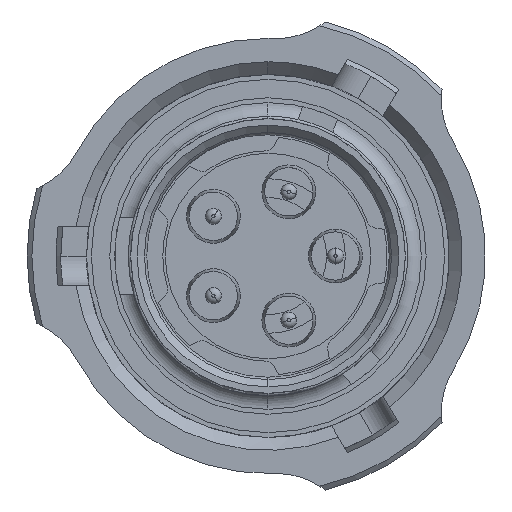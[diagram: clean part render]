
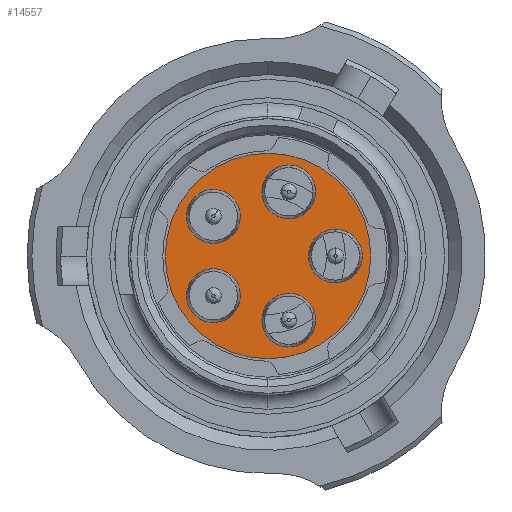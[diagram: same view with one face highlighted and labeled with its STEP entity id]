
A CAD part, left-side view. The second image highlights one B-rep face of the part: STEP entity #14557.
In plain terms, the highlighted planar face has unit normal (-1, 0, 0).
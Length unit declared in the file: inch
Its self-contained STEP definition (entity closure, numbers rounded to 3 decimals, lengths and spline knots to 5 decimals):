
#274 = CIRCLE ( 'NONE', #10640, 0.033 ) ;
#448 = CIRCLE ( 'NONE', #7477, 0.033 ) ;
#517 = DIRECTION ( 'NONE',  ( 0., 0., 1. ) ) ;
#1088 = CARTESIAN_POINT ( 'NONE',  ( 0.21122, 0., -0.12598 ) ) ;
#1090 = VERTEX_POINT ( 'NONE', #23163 ) ;
#1249 = ORIENTED_EDGE ( 'NONE', *, *, #17045, .F. ) ;
#1596 = AXIS2_PLACEMENT_3D ( 'NONE', #2164, #15070, #4032 ) ;
#1622 = EDGE_CURVE ( 'NONE', #9228, #12778, #21604, .T. ) ;
#2140 = AXIS2_PLACEMENT_3D ( 'NONE', #10148, #23024, #12006 ) ;
#2164 = CARTESIAN_POINT ( 'NONE',  ( 0.21122, 0.06689, -0.0486 ) ) ;
#2249 = CARTESIAN_POINT ( 'NONE',  ( 0.21122, -0.05693, -0.06843 ) ) ;
#2589 = EDGE_CURVE ( 'NONE', #18896, #9923, #9305, .T. ) ;
#2609 = AXIS2_PLACEMENT_3D ( 'NONE', #22572, #11558, #517 ) ;
#2632 = VERTEX_POINT ( 'NONE', #22885 ) ;
#2863 = CARTESIAN_POINT ( 'NONE',  ( 0.21122, 0.08628, -0.0219 ) ) ;
#3504 = ORIENTED_EDGE ( 'NONE', *, *, #1622, .F. ) ;
#4032 = DIRECTION ( 'NONE',  ( 0., -0.588, -0.809 ) ) ;
#4216 = DIRECTION ( 'NONE',  ( -1., 0., 0. ) ) ;
#4431 = AXIS2_PLACEMENT_3D ( 'NONE', #18703, #7648, #20584 ) ;
#4459 = EDGE_CURVE ( 'NONE', #13281, #2632, #12290, .T. ) ;
#4537 = CARTESIAN_POINT ( 'NONE',  ( 0.21122, 0.06689, -0.0486 ) ) ;
#4767 = ORIENTED_EDGE ( 'NONE', *, *, #13678, .F. ) ;
#4835 = DIRECTION ( 'NONE',  ( -1., 0., 0. ) ) ;
#4850 = CARTESIAN_POINT ( 'NONE',  ( 0.21122, -0.02555, 0.07863 ) ) ;
#5096 = ORIENTED_EDGE ( 'NONE', *, *, #13816, .F. ) ;
#5183 = EDGE_LOOP ( 'NONE', ( #8163, #1249 ) ) ;
#5235 = EDGE_CURVE ( 'NONE', #8120, #18159, #21278, .T. ) ;
#5251 = DIRECTION ( 'NONE',  ( -1., 0., 0. ) ) ;
#5253 = AXIS2_PLACEMENT_3D ( 'NONE', #6029, #18908, #7860 ) ;
#5432 = ORIENTED_EDGE ( 'NONE', *, *, #17142, .F. ) ;
#5505 = CARTESIAN_POINT ( 'NONE',  ( 0.21122, 0.08628, 0.0219 ) ) ;
#5510 = EDGE_CURVE ( 'NONE', #15819, #18639, #8548, .T. ) ;
#5989 = PLANE ( 'NONE',  #8021 ) ;
#6029 = CARTESIAN_POINT ( 'NONE',  ( 0.21122, 0., 0. ) ) ;
#6109 = DIRECTION ( 'NONE',  ( -1., 0., 0. ) ) ;
#6301 = CARTESIAN_POINT ( 'NONE',  ( 0.21122, 0.06689, 0.0486 ) ) ;
#6386 = DIRECTION ( 'NONE',  ( 0., -0.588, -0.809 ) ) ;
#6532 = AXIS2_PLACEMENT_3D ( 'NONE', #4537, #17416, #6386 ) ;
#6697 = ORIENTED_EDGE ( 'NONE', *, *, #5510, .F. ) ;
#6718 = DIRECTION ( 'NONE',  ( 0., 0.951, 0.309 ) ) ;
#7351 = CARTESIAN_POINT ( 'NONE',  ( 0.21122, -0.08268, -0.033 ) ) ;
#7477 = AXIS2_PLACEMENT_3D ( 'NONE', #15902, #4835, #17730 ) ;
#7498 = FACE_BOUND ( 'NONE', #13050, .T. ) ;
#7648 = DIRECTION ( 'NONE',  ( -1., 0., 0. ) ) ;
#7860 = DIRECTION ( 'NONE',  ( 0., 0., 1. ) ) ;
#8021 = AXIS2_PLACEMENT_3D ( 'NONE', #15260, #4216, #17078 ) ;
#8100 = FACE_OUTER_BOUND ( 'NONE', #9995, .T. ) ;
#8120 = VERTEX_POINT ( 'NONE', #10401 ) ;
#8131 = DIRECTION ( 'NONE',  ( 0., 0.588, -0.809 ) ) ;
#8163 = ORIENTED_EDGE ( 'NONE', *, *, #5235, .F. ) ;
#8308 = CARTESIAN_POINT ( 'NONE',  ( 0.21122, 0.04749, 0.07529 ) ) ;
#8548 = CIRCLE ( 'NONE', #6532, 0.033 ) ;
#9191 = EDGE_CURVE ( 'NONE', #18639, #15819, #19468, .T. ) ;
#9228 = VERTEX_POINT ( 'NONE', #2249 ) ;
#9271 = CARTESIAN_POINT ( 'NONE',  ( 0.21122, -0.02555, 0.07863 ) ) ;
#9305 = CIRCLE ( 'NONE', #22525, 0.033 ) ;
#9923 = VERTEX_POINT ( 'NONE', #8308 ) ;
#9995 = EDGE_LOOP ( 'NONE', ( #16282, #11736 ) ) ;
#10148 = CARTESIAN_POINT ( 'NONE',  ( 0.21122, -0.08268, 0. ) ) ;
#10401 = CARTESIAN_POINT ( 'NONE',  ( 0.21122, -0.05693, 0.06843 ) ) ;
#10598 = AXIS2_PLACEMENT_3D ( 'NONE', #17125, #6109, #18979 ) ;
#10622 = EDGE_CURVE ( 'NONE', #2632, #13281, #13916, .T. ) ;
#10640 = AXIS2_PLACEMENT_3D ( 'NONE', #16284, #5251, #18142 ) ;
#11112 = AXIS2_PLACEMENT_3D ( 'NONE', #4850, #17742, #6718 ) ;
#11164 = DIRECTION ( 'NONE',  ( 0., 0.951, 0.309 ) ) ;
#11558 = DIRECTION ( 'NONE',  ( -1., 0., 0. ) ) ;
#11736 = ORIENTED_EDGE ( 'NONE', *, *, #4459, .T. ) ;
#11847 = ORIENTED_EDGE ( 'NONE', *, *, #9191, .F. ) ;
#12006 = DIRECTION ( 'NONE',  ( 0., 0., 1. ) ) ;
#12290 = CIRCLE ( 'NONE', #5253, 0.12598 ) ;
#12421 = FACE_BOUND ( 'NONE', #17815, .T. ) ;
#12673 = CIRCLE ( 'NONE', #11112, 0.033 ) ;
#12778 = VERTEX_POINT ( 'NONE', #19920 ) ;
#12828 = EDGE_LOOP ( 'NONE', ( #5432, #17798 ) ) ;
#13050 = EDGE_LOOP ( 'NONE', ( #19727, #3504 ) ) ;
#13281 = VERTEX_POINT ( 'NONE', #1088 ) ;
#13651 = AXIS2_PLACEMENT_3D ( 'NONE', #9271, #22189, #11164 ) ;
#13678 = EDGE_CURVE ( 'NONE', #15585, #1090, #23479, .T. ) ;
#13816 = EDGE_CURVE ( 'NONE', #1090, #15585, #15441, .T. ) ;
#13916 = CIRCLE ( 'NONE', #4431, 0.12598 ) ;
#14557 = ADVANCED_FACE ( 'NONE', ( #12421, #22244, #8100, #17318, #22818, #7498 ), #5989, .T. ) ;
#15070 = DIRECTION ( 'NONE',  ( -1., 0., 0. ) ) ;
#15260 = CARTESIAN_POINT ( 'NONE',  ( 0.21122, 0., 0. ) ) ;
#15441 = CIRCLE ( 'NONE', #2140, 0.033 ) ;
#15585 = VERTEX_POINT ( 'NONE', #7351 ) ;
#15819 = VERTEX_POINT ( 'NONE', #19281 ) ;
#15902 = CARTESIAN_POINT ( 'NONE',  ( 0.21122, -0.02555, -0.07863 ) ) ;
#16282 = ORIENTED_EDGE ( 'NONE', *, *, #10622, .T. ) ;
#16284 = CARTESIAN_POINT ( 'NONE',  ( 0.21122, 0.06689, 0.0486 ) ) ;
#16315 = CARTESIAN_POINT ( 'NONE',  ( 0.21122, 0.00583, 0.08883 ) ) ;
#17045 = EDGE_CURVE ( 'NONE', #18159, #8120, #12673, .T. ) ;
#17078 = DIRECTION ( 'NONE',  ( 0., 0., 1. ) ) ;
#17125 = CARTESIAN_POINT ( 'NONE',  ( 0.21122, -0.02555, -0.07863 ) ) ;
#17142 = EDGE_CURVE ( 'NONE', #9923, #18896, #274, .T. ) ;
#17318 = FACE_BOUND ( 'NONE', #23785, .T. ) ;
#17416 = DIRECTION ( 'NONE',  ( -1., 0., 0. ) ) ;
#17730 = DIRECTION ( 'NONE',  ( 0., -0.951, 0.309 ) ) ;
#17742 = DIRECTION ( 'NONE',  ( -1., 0., 0. ) ) ;
#17798 = ORIENTED_EDGE ( 'NONE', *, *, #2589, .F. ) ;
#17815 = EDGE_LOOP ( 'NONE', ( #11847, #6697 ) ) ;
#18142 = DIRECTION ( 'NONE',  ( 0., 0.588, -0.809 ) ) ;
#18159 = VERTEX_POINT ( 'NONE', #16315 ) ;
#18639 = VERTEX_POINT ( 'NONE', #2863 ) ;
#18703 = CARTESIAN_POINT ( 'NONE',  ( 0.21122, 0., 0. ) ) ;
#18896 = VERTEX_POINT ( 'NONE', #5505 ) ;
#18908 = DIRECTION ( 'NONE',  ( -1., 0., 0. ) ) ;
#18979 = DIRECTION ( 'NONE',  ( 0., -0.951, 0.309 ) ) ;
#19167 = DIRECTION ( 'NONE',  ( -1., 0., 0. ) ) ;
#19281 = CARTESIAN_POINT ( 'NONE',  ( 0.21122, 0.04749, -0.07529 ) ) ;
#19468 = CIRCLE ( 'NONE', #1596, 0.033 ) ;
#19727 = ORIENTED_EDGE ( 'NONE', *, *, #22522, .F. ) ;
#19920 = CARTESIAN_POINT ( 'NONE',  ( 0.21122, 0.00583, -0.08883 ) ) ;
#20584 = DIRECTION ( 'NONE',  ( 0., 0., 1. ) ) ;
#21278 = CIRCLE ( 'NONE', #13651, 0.033 ) ;
#21604 = CIRCLE ( 'NONE', #10598, 0.033 ) ;
#22189 = DIRECTION ( 'NONE',  ( -1., 0., 0. ) ) ;
#22244 = FACE_BOUND ( 'NONE', #5183, .T. ) ;
#22522 = EDGE_CURVE ( 'NONE', #12778, #9228, #448, .T. ) ;
#22525 = AXIS2_PLACEMENT_3D ( 'NONE', #6301, #19167, #8131 ) ;
#22572 = CARTESIAN_POINT ( 'NONE',  ( 0.21122, -0.08268, 0. ) ) ;
#22818 = FACE_BOUND ( 'NONE', #12828, .T. ) ;
#22885 = CARTESIAN_POINT ( 'NONE',  ( 0.21122, 0., 0.12598 ) ) ;
#23024 = DIRECTION ( 'NONE',  ( -1., 0., 0. ) ) ;
#23163 = CARTESIAN_POINT ( 'NONE',  ( 0.21122, -0.08268, 0.033 ) ) ;
#23479 = CIRCLE ( 'NONE', #2609, 0.033 ) ;
#23785 = EDGE_LOOP ( 'NONE', ( #4767, #5096 ) ) ;
